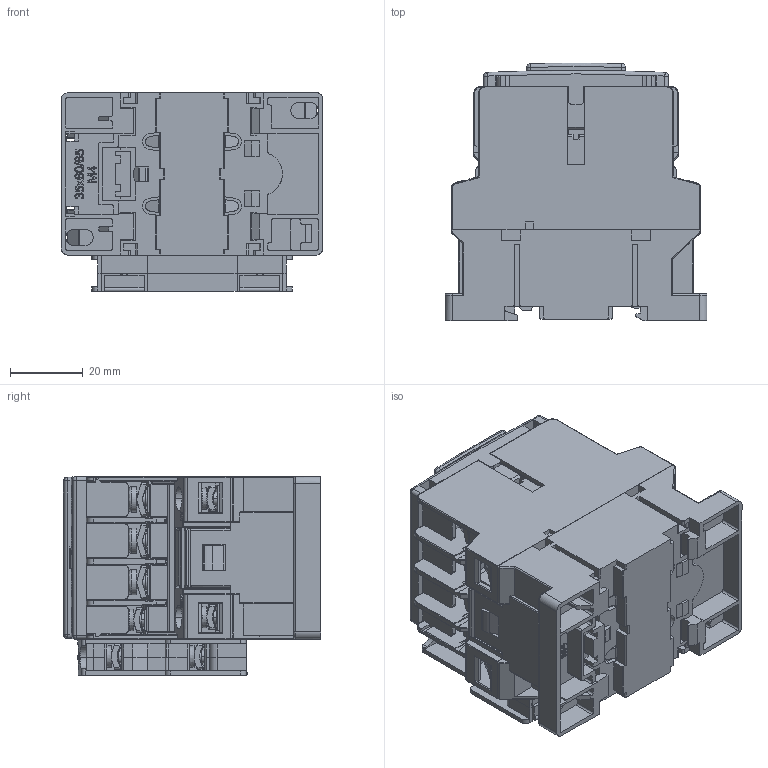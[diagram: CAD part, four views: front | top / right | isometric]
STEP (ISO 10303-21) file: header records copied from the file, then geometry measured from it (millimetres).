
FILE_DESCRIPTION (( 'STEP AP203' ), '1' );
FILE_NAME ('RADE KONCAR - Contactor CNN 22-18-12-9 + BP3 (DC).STEP', '2025-04-17T08:00:54', ( '' ), ( '' ), 'SwSTEP 2.0', 'SolidWorks 2011', '' );
FILE_SCHEMA (( 'CONFIG_CONTROL_DESIGN' ));
Length unit declared in the file: millimetre
Products named in the file (1): RADE KONCAR - Contactor CNN 22-18-12-9 + BP3 (DC)
Bounding box: 72.2 x 71 x 54.8 mm (x, y, z)
Volume: 170749.8 mm3; surface area: 78040.8 mm2
Topology: 62 solids, 65 shells, 5169 faces, 14451 edges, 9401 vertices
Faces by surface type: plane 3490, cylinder 1117, bspline 467, torus 49, cone 24, sphere 22
Entity records: 185925 total; most frequent: CARTESIAN_POINT 61524, ORIENTED_EDGE 28686, DIRECTION 21657, EDGE_CURVE 14343, VERTEX_POINT 9399, LINE 9271, VECTOR 9271, AXIS2_PLACEMENT_3D 6193
